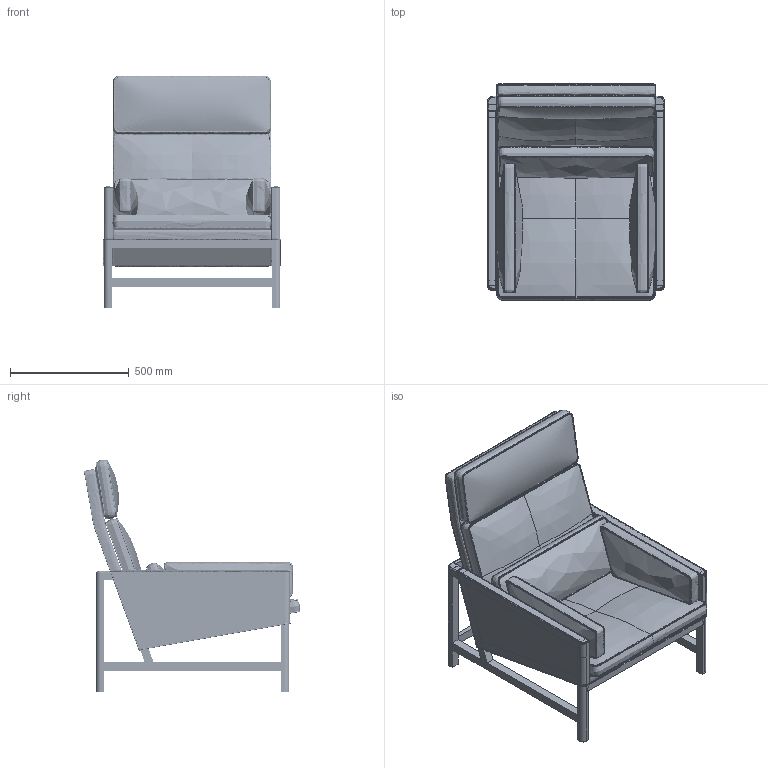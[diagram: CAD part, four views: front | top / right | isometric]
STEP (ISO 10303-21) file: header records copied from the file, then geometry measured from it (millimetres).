
FILE_DESCRIPTION(/* description */ (''),/* implementation_level */ '2;1');
FILE_NAME(/* name */ 'Wood_Frame_CB-510_3D',/* time_stamp */ '2023-10-06T12:35:51+02:00',/* author */ (''),/* organization */ (''),/* preprocessor_version */ 'ST-DEVELOPER v16.5',/* originating_system */ 'Rhino 7.31',/* authorisation */ '');
FILE_SCHEMA (('AUTOMOTIVE_DESIGN'));
Length unit declared in the file: centimetre
Products named in the file (2): Document; Wood_Frame_CB_510
Assembly tree (1 placements, depth 2):
  Document
    Wood_Frame_CB_510
Bounding box: 746.37 x 909.5 x 979.51 mm (x, y, z)
Volume: 34081214.2 mm3; surface area: 7746037.4 mm2
Topology: 20 solids, 136 shells, 399 faces, 1223 edges, 923 vertices
Faces by surface type: plane 241, bspline 113, cylinder 45
Entity records: 96009 total; most frequent: CARTESIAN_POINT 87342, ORIENTED_EDGE 1848, EDGE_CURVE 1220, B_SPLINE_CURVE_WITH_KNOTS 1035, VERTEX_POINT 921, ADVANCED_FACE 397, FACE_OUTER_BOUND 397, EDGE_LOOP 397
